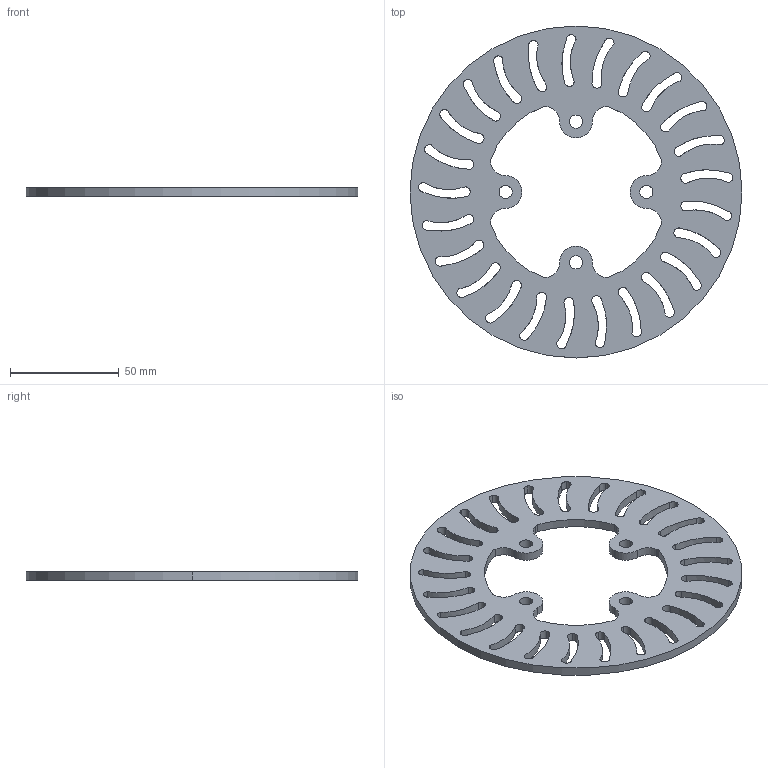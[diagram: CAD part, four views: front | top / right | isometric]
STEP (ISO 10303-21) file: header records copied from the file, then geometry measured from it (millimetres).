
FILE_DESCRIPTION (( 'STEP AP214' ), '1' );
FILE_NAME ('BRAKE ROTOR - Final.STEP', '2024-12-21T09:06:02', ( '' ), ( '' ), 'SwSTEP 2.0', 'SolidWorks 2024', '' );
FILE_SCHEMA (( 'AUTOMOTIVE_DESIGN' ));
Length unit declared in the file: millimetre
Products named in the file (1): BRAKE ROTOR - Final
Bounding box: 152.4 x 152.4 x 4 mm (x, y, z)
Volume: 45169.5 mm3; surface area: 31477.8 mm2
Topology: 1 solids, 1 shells, 187 faces, 555 edges, 370 vertices
Faces by surface type: cylinder 127, bspline 58, plane 2
Entity records: 6816 total; most frequent: CARTESIAN_POINT 1809, ORIENTED_EDGE 1110, DIRECTION 953, EDGE_CURVE 555, AXIS2_PLACEMENT_3D 384, VERTEX_POINT 370, CIRCLE 254, EDGE_LOOP 247
